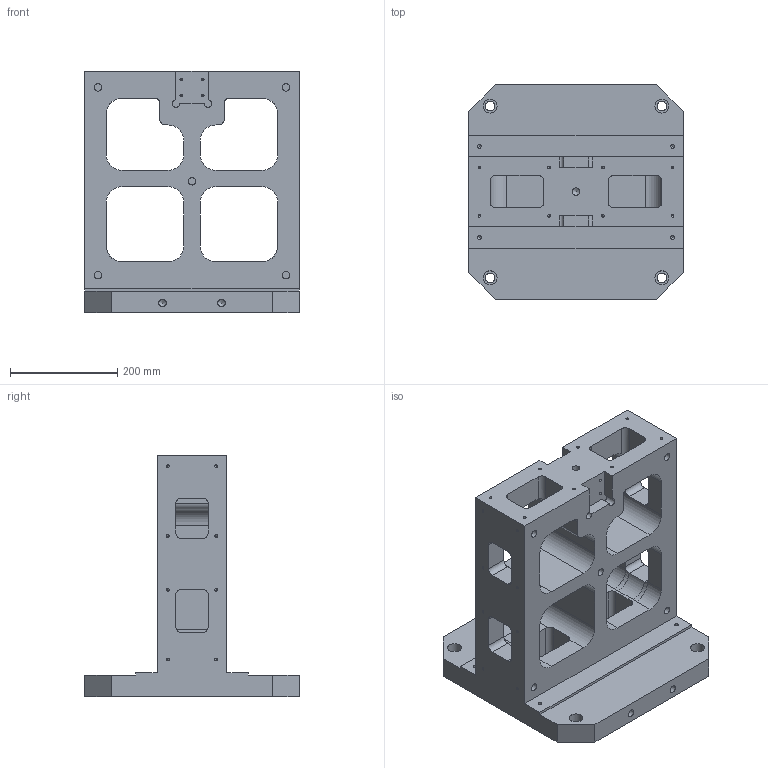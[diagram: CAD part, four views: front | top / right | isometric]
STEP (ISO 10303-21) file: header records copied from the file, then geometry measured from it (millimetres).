
FILE_DESCRIPTION( ( 'Unknown' ), '1' );
FILE_NAME( 'BP13-400400-0450.stp', 'Unknown', ( 'S.C.H' ), ( 'Unknown' ), 'XStep 1.0', 'Unknown', ' ' );
FILE_SCHEMA( ( 'CONFIG_CONTROL_DESIGN' ) );
Length unit declared in the file: millimetre
Products named in the file (1): 1
Bounding box: 400 x 400 x 450 mm (x, y, z)
Volume: 15705706.4 mm3; surface area: 1013989.3 mm2
Topology: 1 solids, 1 shells, 260 faces, 728 edges, 476 vertices
Faces by surface type: cylinder 122, plane 94, cone 40, bspline 4
Full cylindrical faces by diameter (mm): 5 x32, 6.8 x4, 14 x14, 18 x4, 26 x4
Entity records: 8226 total; most frequent: CARTESIAN_POINT 2067, DIRECTION 1292, ORIENTED_EDGE 1100, EDGE_CURVE 550, AXIS2_PLACEMENT_3D 497, VERTEX_POINT 436, EDGE_LOOP 396, FACE_OUTER_BOUND 318
